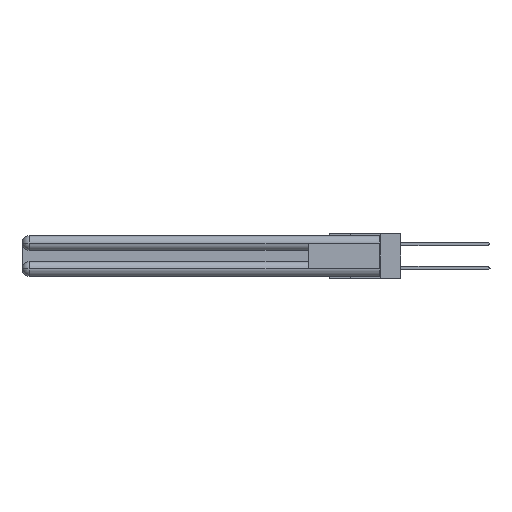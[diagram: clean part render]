
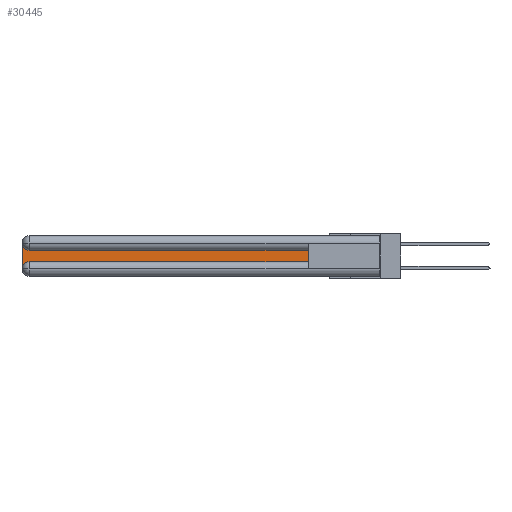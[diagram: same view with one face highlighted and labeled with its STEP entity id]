
A CAD part, left-side view. The second image highlights one B-rep face of the part: STEP entity #30445.
In plain terms, the highlighted planar face has unit normal (-1, 0, 0).
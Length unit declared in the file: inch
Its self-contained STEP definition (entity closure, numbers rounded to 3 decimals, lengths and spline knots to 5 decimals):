
#159 = VERTEX_POINT ( 'NONE', #10954 ) ;
#514 = EDGE_CURVE ( 'NONE', #20124, #18223, #24457, .T. ) ;
#542 = CARTESIAN_POINT ( 'NONE',  ( 0.075, 0.6, -0.1225 ) ) ;
#1047 = DIRECTION ( 'NONE',  ( 1., 0., 0. ) ) ;
#1369 = CARTESIAN_POINT ( 'NONE',  ( 0.075, 3., -0.1225 ) ) ;
#2415 = VECTOR ( 'NONE', #12888, 39.37008 ) ;
#3070 = CARTESIAN_POINT ( 'NONE',  ( 0.075, 0.6, -0.2175 ) ) ;
#3406 = LINE ( 'NONE', #18365, #13261 ) ;
#3731 = EDGE_CURVE ( 'NONE', #24674, #13181, #10546, .T. ) ;
#5604 = VECTOR ( 'NONE', #11675, 39.37008 ) ;
#6180 = DIRECTION ( 'NONE',  ( 0., 0., -1. ) ) ;
#6598 = DIRECTION ( 'NONE',  ( 0., 0., -1. ) ) ;
#6943 = CARTESIAN_POINT ( 'NONE',  ( 0.075, 0.6, -0.1225 ) ) ;
#7392 = CARTESIAN_POINT ( 'NONE',  ( 0.075, 2.94, -0.2175 ) ) ;
#7540 = ORIENTED_EDGE ( 'NONE', *, *, #23884, .T. ) ;
#10546 = LINE ( 'NONE', #26132, #5604 ) ;
#10938 = AXIS2_PLACEMENT_3D ( 'NONE', #25001, #1047, #27434 ) ;
#10954 = CARTESIAN_POINT ( 'NONE',  ( 0.075, 2.94, -0.1225 ) ) ;
#11675 = DIRECTION ( 'NONE',  ( 0., 0., 1. ) ) ;
#11741 = LINE ( 'NONE', #542, #20441 ) ;
#12888 = DIRECTION ( 'NONE',  ( 0., -1., 0. ) ) ;
#13181 = VERTEX_POINT ( 'NONE', #6943 ) ;
#13261 = VECTOR ( 'NONE', #6598, 39.37008 ) ;
#14072 = ORIENTED_EDGE ( 'NONE', *, *, #22670, .T. ) ;
#15028 = CIRCLE ( 'NONE', #10938, 0.06 ) ;
#16399 = EDGE_CURVE ( 'NONE', #27683, #20124, #3406, .T. ) ;
#17195 = CARTESIAN_POINT ( 'NONE',  ( 0.075, 3., -0.2775 ) ) ;
#18223 = VERTEX_POINT ( 'NONE', #7392 ) ;
#18365 = CARTESIAN_POINT ( 'NONE',  ( 0.075, 3., -0.2175 ) ) ;
#18536 = ORIENTED_EDGE ( 'NONE', *, *, #3731, .T. ) ;
#19154 = AXIS2_PLACEMENT_3D ( 'NONE', #1369, #20688, #6180 ) ;
#19804 = DIRECTION ( 'NONE',  ( 0., 1., 0. ) ) ;
#20124 = VERTEX_POINT ( 'NONE', #17195 ) ;
#20191 = ORIENTED_EDGE ( 'NONE', *, *, #16399, .T. ) ;
#20441 = VECTOR ( 'NONE', #19804, 39.37008 ) ;
#20688 = DIRECTION ( 'NONE',  ( 1., 0., 0. ) ) ;
#20754 = DIRECTION ( 'NONE',  ( 1., 0., 0. ) ) ;
#21236 = FACE_OUTER_BOUND ( 'NONE', #24503, .T. ) ;
#22670 = EDGE_CURVE ( 'NONE', #13181, #159, #11741, .T. ) ;
#23867 = CARTESIAN_POINT ( 'NONE',  ( 0.075, 3., -0.0625 ) ) ;
#23884 = EDGE_CURVE ( 'NONE', #159, #27683, #15028, .T. ) ;
#24457 = CIRCLE ( 'NONE', #30718, 0.06 ) ;
#24503 = EDGE_LOOP ( 'NONE', ( #14072, #7540, #20191, #26659, #28194, #18536 ) ) ;
#24674 = VERTEX_POINT ( 'NONE', #3070 ) ;
#25001 = CARTESIAN_POINT ( 'NONE',  ( 0.075, 2.94, -0.0625 ) ) ;
#26132 = CARTESIAN_POINT ( 'NONE',  ( 0.075, 0.6, -0.2175 ) ) ;
#26659 = ORIENTED_EDGE ( 'NONE', *, *, #514, .T. ) ;
#26943 = LINE ( 'NONE', #27325, #2415 ) ;
#27325 = CARTESIAN_POINT ( 'NONE',  ( 0.075, 0.6, -0.2175 ) ) ;
#27434 = DIRECTION ( 'NONE',  ( 0., 0., -1. ) ) ;
#27683 = VERTEX_POINT ( 'NONE', #23867 ) ;
#27960 = PLANE ( 'NONE',  #19154 ) ;
#28194 = ORIENTED_EDGE ( 'NONE', *, *, #28459, .T. ) ;
#28459 = EDGE_CURVE ( 'NONE', #18223, #24674, #26943, .T. ) ;
#30445 = ADVANCED_FACE ( 'NONE', ( #21236 ), #27960, .F. ) ;
#30565 = DIRECTION ( 'NONE',  ( 0., 0., -1. ) ) ;
#30718 = AXIS2_PLACEMENT_3D ( 'NONE', #30773, #20754, #30565 ) ;
#30773 = CARTESIAN_POINT ( 'NONE',  ( 0.075, 2.94, -0.2775 ) ) ;
